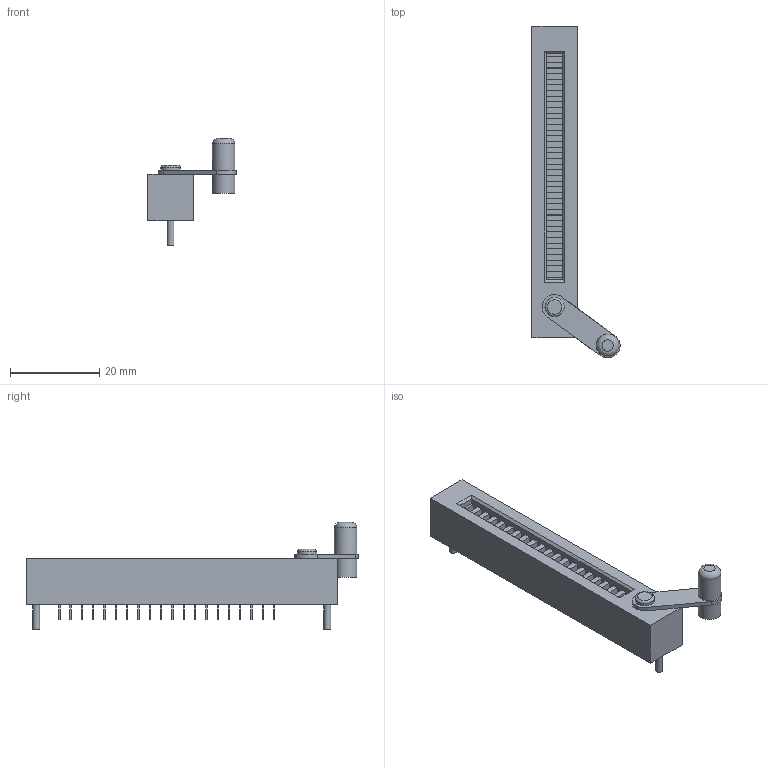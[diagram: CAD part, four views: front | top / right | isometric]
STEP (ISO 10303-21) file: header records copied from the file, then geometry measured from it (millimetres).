
FILE_DESCRIPTION(/* description */ (''),/* implementation_level */ '2;1');
FILE_NAME(/* name */ '3M 220-2600-00-0602.step',/* time_stamp */ '2023-08-13T21:55:03+01:00',/* author */ (''),/* organization */ (''),/* preprocessor_version */ 'ST-DEVELOPER v20',/* originating_system */ 'Autodesk Translation Framework v12.9.0.99',/* authorisation */ '');
FILE_SCHEMA (('AUTOMOTIVE_DESIGN { 1 0 10303 214 3 1 1 }'));
Length unit declared in the file: millimetre
Products named in the file (1): 3M 220-2600-00-0602
Bounding box: 19.79 x 74.57 x 24.13 mm (x, y, z)
Volume: 6972.7 mm3; surface area: 4780.5 mm2
Topology: 1 solids, 1 shells, 213 faces, 548 edges, 363 vertices
Faces by surface type: plane 204, cylinder 7, torus 1, bspline 1
Full cylindrical faces by diameter (mm): 1.524 x2, 4.318 x1, 5.08 x2
Entity records: 6534 total; most frequent: CARTESIAN_POINT 1151, ORIENTED_EDGE 1096, DIRECTION 993, EDGE_CURVE 548, LINE 529, VECTOR 529, VERTEX_POINT 363, EDGE_LOOP 239
